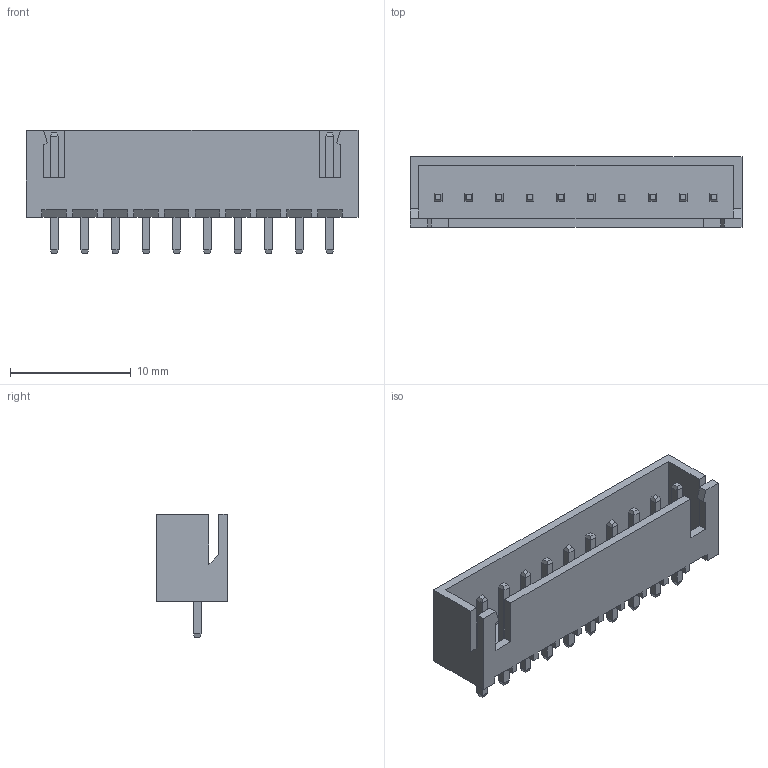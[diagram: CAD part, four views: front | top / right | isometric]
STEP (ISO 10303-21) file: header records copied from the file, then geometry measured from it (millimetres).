
FILE_DESCRIPTION (( 'STEP AP214' ), '1' );
FILE_NAME ('User Library-JST - XH - Thru (V) - 10Pin - 2.54mm.STEP', '2021-06-04T03:18:59', ( '' ), ( '' ), 'SwSTEP 2.0', 'SolidWorks 2021', '' );
FILE_SCHEMA (( 'AUTOMOTIVE_DESIGN' ));
Length unit declared in the file: millimetre
Products named in the file (1): User Library-JST - XH - Thru (V) - 10Pin - 2.54mm
Bounding box: 27.53 x 5.84 x 10.21 mm (x, y, z)
Volume: 399.8 mm3; surface area: 1426.5 mm2
Topology: 1 solids, 18 shells, 434 faces, 1044 edges, 656 vertices
Faces by surface type: plane 399, bspline 35
Entity records: 15528 total; most frequent: CARTESIAN_POINT 2869, ORIENTED_EDGE 2092, DIRECTION 1774, EDGE_CURVE 1046, LINE 974, VECTOR 974, VERTEX_POINT 657, EDGE_LOOP 455
